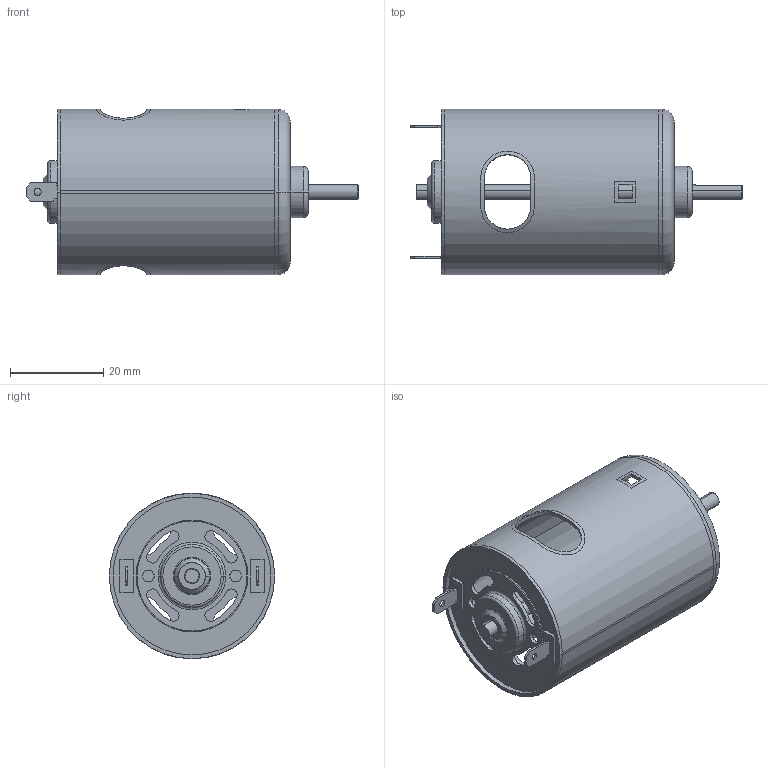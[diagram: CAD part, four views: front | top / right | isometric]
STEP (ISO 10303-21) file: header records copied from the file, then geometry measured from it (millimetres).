
FILE_DESCRIPTION (( 'STEP AP203' ), '1' );
FILE_NAME ('RC4WD 540 Motor Assy.STEP', '2015-12-05T17:20:59', ( 'HOME' ), ( '' ), 'SwSTEP 2.0', 'SolidWorks 2012', '' );
FILE_SCHEMA (( 'CONFIG_CONTROL_DESIGN' ));
Length unit declared in the file: millimetre
Products named in the file (6): RC4WD 540 Motor Assy; RC4WD Rock Crawler Motor Shaft; RC4WD Rock Crawler Motor Front Bush; RC4WD Rock Crawler Motor Rear Bush; RC4WD Rock Crawler Motor Terminal; RC4WD Rock Crawler Motor Case
Assembly tree (6 placements, depth 2):
  RC4WD 540 Motor Assy
    RC4WD Rock Crawler Motor Case
    RC4WD Rock Crawler Motor Terminal  x2
    RC4WD Rock Crawler Motor Rear Bush
    RC4WD Rock Crawler Motor Front Bush
    RC4WD Rock Crawler Motor Shaft
Bounding box: 71.3 x 35.5 x 35.5 mm (x, y, z)
Volume: 6463.7 mm3; surface area: 15525.8 mm2
Topology: 6 solids, 6 shells, 260 faces, 654 edges, 426 vertices
Faces by surface type: cylinder 122, plane 83, cone 25, torus 22, bspline 8
Entity records: 13071 total; most frequent: CARTESIAN_POINT 6621, DIRECTION 1267, ORIENTED_EDGE 1188, EDGE_CURVE 594, AXIS2_PLACEMENT_3D 516, VERTEX_POINT 386, EDGE_LOOP 298, CIRCLE 279
